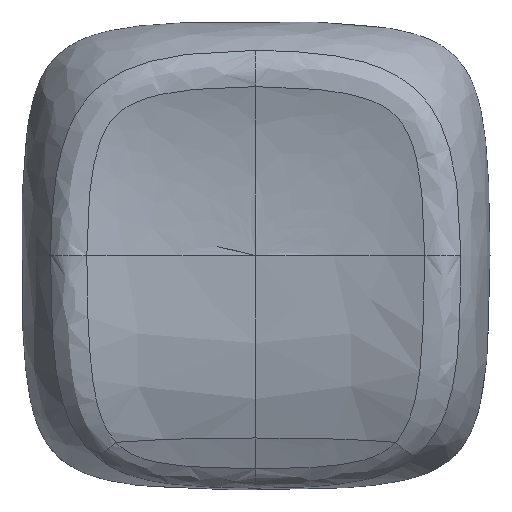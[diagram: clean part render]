
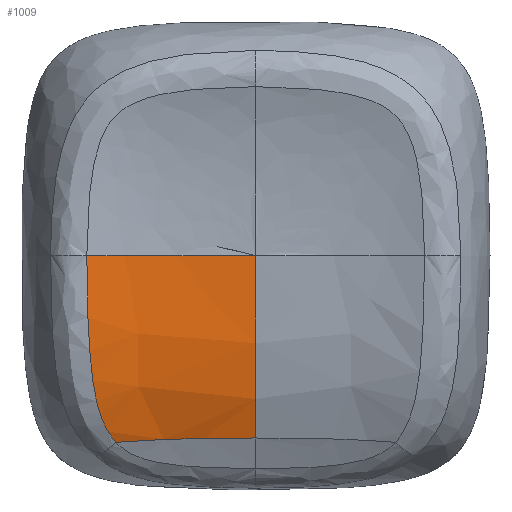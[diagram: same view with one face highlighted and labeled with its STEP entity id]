
A CAD part, top view. The second image highlights one B-rep face of the part: STEP entity #1009.
In plain terms, the highlighted free-form (B-spline) face has degree [3, 3] with [5, 5] control points.
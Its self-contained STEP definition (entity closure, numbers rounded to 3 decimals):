
#18=(
BOUNDED_CURVE()
B_SPLINE_CURVE(5,(#12201,#12202,#12203,#12204,#12205,#12206,#12207,#12208,
#12209,#12210),.UNSPECIFIED.,.F.,.F.)
B_SPLINE_CURVE_WITH_KNOTS((6,1,1,1,1,6),(0.176,0.2,0.4,0.6,
0.8,1.),.UNSPECIFIED.)
CURVE()
GEOMETRIC_REPRESENTATION_ITEM()
RATIONAL_B_SPLINE_CURVE((1.,1.,1.,1.,1.,1.,1.,1.,1.,1.))
REPRESENTATION_ITEM('')
);
#19=(
BOUNDED_CURVE()
B_SPLINE_CURVE(5,(#13256,#13257,#13258,#13259,#13260,#13261,#13262,#13263,
#13264),.UNSPECIFIED.,.F.,.F.)
B_SPLINE_CURVE_WITH_KNOTS((6,1,1,1,6),(0.39,0.4,0.6,0.8,1.),
 .UNSPECIFIED.)
CURVE()
GEOMETRIC_REPRESENTATION_ITEM()
RATIONAL_B_SPLINE_CURVE((1.,1.,1.,1.,1.,1.,1.,1.,1.))
REPRESENTATION_ITEM('')
);
#41=B_SPLINE_CURVE_WITH_KNOTS('',3,(#11841,#11842,#11843,#11844,#11845,
#11846,#11847,#11848),.UNSPECIFIED.,.F.,.F.,(4,1,1,1,1,4),(0.,0.102,
0.204,0.305,0.509,0.713),
 .UNSPECIFIED.);
#44=B_SPLINE_CURVE_WITH_KNOTS('',3,(#12107,#12108,#12109,#12110,#12111),
 .UNSPECIFIED.,.F.,.F.,(4,1,4),(0.,0.571,1.),.UNSPECIFIED.);
#66=B_SPLINE_SURFACE_WITH_KNOTS('',3,3,((#13231,#13232,#13233,#13234,#13235),
(#13236,#13237,#13238,#13239,#13240),(#13241,#13242,#13243,#13244,#13245),
(#13246,#13247,#13248,#13249,#13250),(#13251,#13252,#13253,#13254,#13255)),
 .UNSPECIFIED.,.F.,.F.,.F.,(4,1,4),(4,1,4),(0.176,0.529,
1.),(0.,0.571,1.),.UNSPECIFIED.);
#170=FACE_OUTER_BOUND('',#238,.T.);
#238=EDGE_LOOP('',(#920,#921,#922,#923));
#487=VERTEX_POINT('',#11540);
#494=VERTEX_POINT('',#11776);
#497=VERTEX_POINT('',#12095);
#498=VERTEX_POINT('',#12106);
#630=EDGE_CURVE('',#494,#487,#41,.T.);
#634=EDGE_CURVE('',#497,#498,#44,.T.);
#637=EDGE_CURVE('',#487,#497,#18,.T.);
#642=EDGE_CURVE('',#494,#498,#19,.T.);
#920=ORIENTED_EDGE('',*,*,#630,.F.);
#921=ORIENTED_EDGE('',*,*,#642,.T.);
#922=ORIENTED_EDGE('',*,*,#634,.F.);
#923=ORIENTED_EDGE('',*,*,#637,.F.);
#1009=ADVANCED_FACE('',(#170),#66,.F.);
#11540=CARTESIAN_POINT('',(-6.484,0.,5.536));
#11776=CARTESIAN_POINT('',(-5.372,-7.167,4.215));
#11841=CARTESIAN_POINT('Ctrl Pts',(-5.372,-7.167,4.215));
#11842=CARTESIAN_POINT('Ctrl Pts',(-5.587,-6.925,
4.362));
#11843=CARTESIAN_POINT('Ctrl Pts',(-5.929,-6.336,
4.66));
#11844=CARTESIAN_POINT('Ctrl Pts',(-6.188,-5.32,
5.003));
#11845=CARTESIAN_POINT('Ctrl Pts',(-6.379,-3.873,
5.326));
#11846=CARTESIAN_POINT('Ctrl Pts',(-6.461,-2.09,
5.504));
#11847=CARTESIAN_POINT('Ctrl Pts',(-6.484,-0.694,
5.536));
#11848=CARTESIAN_POINT('Ctrl Pts',(-6.484,0.,
5.536));
#12095=CARTESIAN_POINT('',(0.,0.,4.8));
#12106=CARTESIAN_POINT('',(0.,-7.,3.8));
#12107=CARTESIAN_POINT('Ctrl Pts',(0.,0.,
4.8));
#12108=CARTESIAN_POINT('Ctrl Pts',(0.,-2.41,
4.8));
#12109=CARTESIAN_POINT('Ctrl Pts',(0.,-4.949,
4.503));
#12110=CARTESIAN_POINT('Ctrl Pts',(0.,-6.448,
4.022));
#12111=CARTESIAN_POINT('Ctrl Pts',(0.,-7.,
3.8));
#12201=CARTESIAN_POINT('Ctrl Pts',(-6.484,0.,
5.536));
#12202=CARTESIAN_POINT('Ctrl Pts',(-6.462,0.,
5.529));
#12203=CARTESIAN_POINT('Ctrl Pts',(-6.25,0.,
5.465));
#12204=CARTESIAN_POINT('Ctrl Pts',(-5.83,0.,
5.347));
#12205=CARTESIAN_POINT('Ctrl Pts',(-5.151,0.,
5.184));
#12206=CARTESIAN_POINT('Ctrl Pts',(-4.1,0.,
4.995));
#12207=CARTESIAN_POINT('Ctrl Pts',(-2.767,0.,
4.864));
#12208=CARTESIAN_POINT('Ctrl Pts',(-1.503,0.,
4.812));
#12209=CARTESIAN_POINT('Ctrl Pts',(-0.524,0.,
4.8));
#12210=CARTESIAN_POINT('Ctrl Pts',(0.,0.,
4.8));
#13231=CARTESIAN_POINT('Ctrl Pts',(-6.484,0.,
5.536));
#13232=CARTESIAN_POINT('Ctrl Pts',(-6.484,-2.442,
5.536));
#13233=CARTESIAN_POINT('Ctrl Pts',(-6.484,-5.091,
5.232));
#13234=CARTESIAN_POINT('Ctrl Pts',(-6.484,-6.677,
4.724));
#13235=CARTESIAN_POINT('Ctrl Pts',(-6.484,-7.275,
4.483));
#13236=CARTESIAN_POINT('Ctrl Pts',(-5.932,0.,
5.367));
#13237=CARTESIAN_POINT('Ctrl Pts',(-5.932,-2.435,
5.367));
#13238=CARTESIAN_POINT('Ctrl Pts',(-5.932,-5.059,
5.064));
#13239=CARTESIAN_POINT('Ctrl Pts',(-5.932,-6.624,4.563));
#13240=CARTESIAN_POINT('Ctrl Pts',(-5.932,-7.212,
4.326));
#13241=CARTESIAN_POINT('Ctrl Pts',(-4.475,0.,
5.001));
#13242=CARTESIAN_POINT('Ctrl Pts',(-4.475,-2.419,
5.001));
#13243=CARTESIAN_POINT('Ctrl Pts',(-4.475,-4.988,4.702));
#13244=CARTESIAN_POINT('Ctrl Pts',(-4.475,-6.51,
4.214));
#13245=CARTESIAN_POINT('Ctrl Pts',(-4.475,-7.075,
3.987));
#13246=CARTESIAN_POINT('Ctrl Pts',(-2.054,0.,
4.8));
#13247=CARTESIAN_POINT('Ctrl Pts',(-2.054,-2.41,
4.8));
#13248=CARTESIAN_POINT('Ctrl Pts',(-2.054,-4.949,
4.503));
#13249=CARTESIAN_POINT('Ctrl Pts',(-2.054,-6.448,
4.022));
#13250=CARTESIAN_POINT('Ctrl Pts',(-2.054,-7.,
3.8));
#13251=CARTESIAN_POINT('Ctrl Pts',(0.,0.,
4.8));
#13252=CARTESIAN_POINT('Ctrl Pts',(0.,-2.41,
4.8));
#13253=CARTESIAN_POINT('Ctrl Pts',(0.,-4.949,
4.503));
#13254=CARTESIAN_POINT('Ctrl Pts',(0.,-6.448,
4.022));
#13255=CARTESIAN_POINT('Ctrl Pts',(0.,-7.,
3.8));
#13256=CARTESIAN_POINT('Ctrl Pts',(-5.372,-7.167,4.215));
#13257=CARTESIAN_POINT('Ctrl Pts',(-5.361,-7.166,4.212));
#13258=CARTESIAN_POINT('Ctrl Pts',(-5.118,-7.146,
4.164));
#13259=CARTESIAN_POINT('Ctrl Pts',(-4.618,-7.11,4.073));
#13260=CARTESIAN_POINT('Ctrl Pts',(-3.783,-7.061,
3.952));
#13261=CARTESIAN_POINT('Ctrl Pts',(-2.767,-7.024,
3.86));
#13262=CARTESIAN_POINT('Ctrl Pts',(-1.503,-7.004,
3.811));
#13263=CARTESIAN_POINT('Ctrl Pts',(-0.524,-7.,
3.8));
#13264=CARTESIAN_POINT('Ctrl Pts',(0.,-7.,
3.8));
